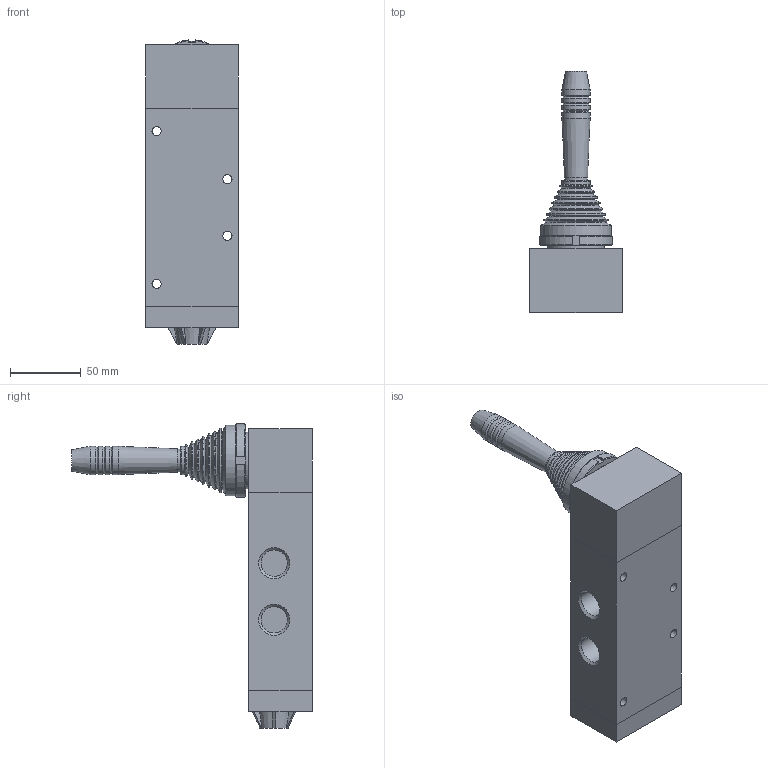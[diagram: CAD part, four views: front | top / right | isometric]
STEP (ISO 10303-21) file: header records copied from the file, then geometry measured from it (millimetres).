
FILE_DESCRIPTION((''),'2;1');
FILE_NAME('212_53_##_9.stp','2006-12-19T15:28:57',('rivolro1'),(''),'Autodesk Inventor 11','Autodesk Inventor 11','');
FILE_SCHEMA(('AUTOMOTIVE_DESIGN { 1 0 10303 214 1 1 1 1 }'));
Length unit declared in the file: millimetre
Products named in the file (3): 212_53_##_9; RS-212-12
Assembly tree (2 placements, depth 2):
  212_53_##_9
    212_53_##_9
    RS-212-12
Bounding box: 65 x 170 x 214.88 mm (x, y, z)
Volume: 643437.9 mm3; surface area: 75705.9 mm2
Topology: 2 solids, 2 shells, 137 faces, 314 edges, 196 vertices
Faces by surface type: plane 56, cone 39, cylinder 19, bspline 15, torus 8
Full cylindrical faces by diameter (mm): 6.5 x4, 16 x1, 20 x5, 40 x2, 44 x1, 48 x1, 50 x1
Entity records: 3737 total; most frequent: CARTESIAN_POINT 833, DIRECTION 584, ORIENTED_EDGE 510, EDGE_CURVE 255, AXIS2_PLACEMENT_3D 230, EDGE_LOOP 220, VERTEX_POINT 195, FACE_OUTER_BOUND 137
